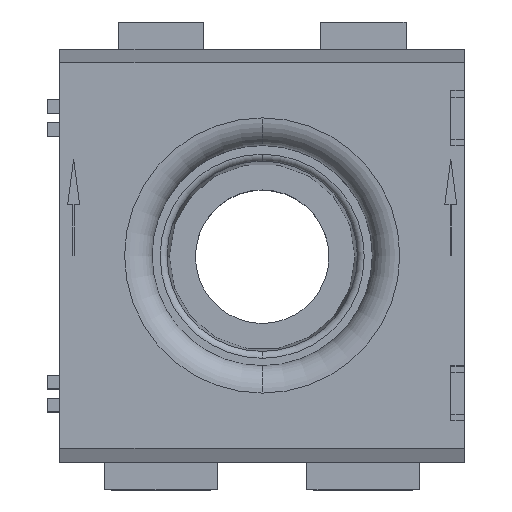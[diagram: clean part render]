
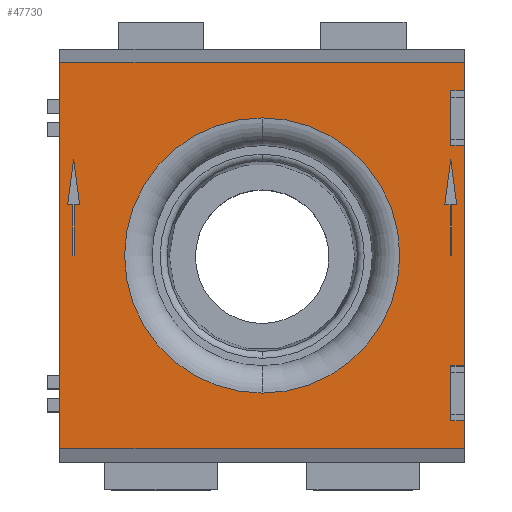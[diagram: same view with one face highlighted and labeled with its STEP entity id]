
A CAD part, top view. The second image highlights one B-rep face of the part: STEP entity #47730.
In plain terms, the highlighted face is planar.
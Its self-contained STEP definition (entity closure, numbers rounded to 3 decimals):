
#39770=CARTESIAN_POINT('',(27.648,96.057,-25.));
#39780=VERTEX_POINT('',#39770);
#39810=CARTESIAN_POINT('',(27.154,96.057,-25.));
#39820=DIRECTION('',(-1.,0.,0.));
#39830=VECTOR('',#39820,1.);
#39840=LINE('',#39810,#39830);
#39850=CARTESIAN_POINT('',(26.648,96.057,-25.));
#39860=VERTEX_POINT('',#39850);
#39870=EDGE_CURVE('',#39780,#39860,#39840,.T.);
#41810=CARTESIAN_POINT('',(27.648,96.057,-29.));
#41820=VERTEX_POINT('',#41810);
#41970=CARTESIAN_POINT('',(26.648,96.057,-29.));
#41980=VERTEX_POINT('',#41970);
#42010=CARTESIAN_POINT('',(27.154,96.057,-29.));
#42020=DIRECTION('',(1.,0.,0.));
#42030=VECTOR('',#42020,1.);
#42040=LINE('',#42010,#42030);
#42050=EDGE_CURVE('',#41980,#41820,#42040,.T.);
#45650=CARTESIAN_POINT('',(49.634,96.057,-25.836)
);
#45660=DIRECTION('',(0.,1.,0.));
#45670=DIRECTION('',(1.,0.,0.));
#45680=AXIS2_PLACEMENT_3D('',#45650,#45660,#45670);
#45690=PLANE('',#45680);
#45700=CARTESIAN_POINT('',(41.348,96.057,-17.));
#45710=DIRECTION('',(0.,1.,0.));
#45720=DIRECTION('',(0.,0.,1.));
#45730=AXIS2_PLACEMENT_3D('',#45700,#45710,#45720);
#45740=CIRCLE('',#45730,10.);
#45750=CARTESIAN_POINT('',(41.348,96.057,-27.));
#45760=VERTEX_POINT('',#45750);
#45770=CARTESIAN_POINT('',(41.348,96.057,-7.));
#45780=VERTEX_POINT('',#45770);
#45790=EDGE_CURVE('',#45760,#45780,#45740,.T.);
#45800=ORIENTED_EDGE('',*,*,#45790,.F.);
#45810=EDGE_CURVE('',#45780,#45760,#45740,.T.);
#45820=ORIENTED_EDGE('',*,*,#45810,.F.);
#45830=EDGE_LOOP('',(#45820,#45800));
#45840=FACE_BOUND('',#45830,.T.);
#45850=CARTESIAN_POINT('',(26.648,96.057,-4.559)
);
#45860=DIRECTION('',(0.,0.,-1.));
#45870=VECTOR('',#45860,1.);
#45880=LINE('',#45850,#45870);
#45890=CARTESIAN_POINT('',(26.648,96.057,-3.));
#45900=VERTEX_POINT('',#45890);
#45910=CARTESIAN_POINT('',(26.648,96.057,-5.));
#45920=VERTEX_POINT('',#45910);
#45930=EDGE_CURVE('',#45900,#45920,#45880,.T.);
#45940=ORIENTED_EDGE('',*,*,#45930,.F.);
#45950=CARTESIAN_POINT('',(27.154,96.057,
-5.));
#45960=DIRECTION('',(-1.,0.,0.));
#45970=VECTOR('',#45960,1.);
#45980=LINE('',#45950,#45970);
#45990=CARTESIAN_POINT('',(27.648,96.057,-5.));
#46000=VERTEX_POINT('',#45990);
#46010=EDGE_CURVE('',#46000,#45920,#45980,.T.);
#46020=ORIENTED_EDGE('',*,*,#46010,.T.);
#46030=CARTESIAN_POINT('',(27.648,96.057,-4.559)
);
#46040=DIRECTION('',(0.,0.,-1.));
#46050=VECTOR('',#46040,1.);
#46060=LINE('',#46030,#46050);
#46070=CARTESIAN_POINT('',(27.648,96.057,-9.));
#46080=VERTEX_POINT('',#46070);
#46090=EDGE_CURVE('',#46000,#46080,#46060,.T.);
#46100=ORIENTED_EDGE('',*,*,#46090,.F.);
#46110=CARTESIAN_POINT('',(27.154,96.057,
-9.));
#46120=DIRECTION('',(1.,0.,0.));
#46130=VECTOR('',#46120,1.);
#46140=LINE('',#46110,#46130);
#46150=CARTESIAN_POINT('',(26.648,96.057,-9.));
#46160=VERTEX_POINT('',#46150);
#46170=EDGE_CURVE('',#46160,#46080,#46140,.T.);
#46180=ORIENTED_EDGE('',*,*,#46170,.T.);
#46190=EDGE_CURVE('',#46160,#39860,#45880,.T.);
#46200=ORIENTED_EDGE('',*,*,#46190,.F.);
#46210=ORIENTED_EDGE('',*,*,#39870,.T.);
#46220=CARTESIAN_POINT('',(27.648,96.057,-4.559)
);
#46230=DIRECTION('',(0.,0.,1.));
#46240=VECTOR('',#46230,1.);
#46250=LINE('',#46220,#46240);
#46260=EDGE_CURVE('',#41820,#39780,#46250,.T.);
#46270=ORIENTED_EDGE('',*,*,#46260,.T.);
#46280=ORIENTED_EDGE('',*,*,#42050,.T.);
#46290=CARTESIAN_POINT('',(26.648,96.057,-31.)
);
#46300=VERTEX_POINT('',#46290);
#46310=EDGE_CURVE('',#41980,#46300,#45880,.T.);
#46320=ORIENTED_EDGE('',*,*,#46310,.F.);
#46330=CARTESIAN_POINT('',(27.154,96.057,
-31.));
#46340=DIRECTION('',(-1.,0.,0.));
#46350=VECTOR('',#46340,1.);
#46360=LINE('',#46330,#46350);
#46370=CARTESIAN_POINT('',(56.048,96.057,-31.)
);
#46380=VERTEX_POINT('',#46370);
#46390=EDGE_CURVE('',#46380,#46300,#46360,.T.);
#46400=ORIENTED_EDGE('',*,*,#46390,.T.);
#46410=CARTESIAN_POINT('',(56.048,96.057,-4.559)
);
#46420=DIRECTION('',(0.,0.,1.));
#46430=VECTOR('',#46420,1.);
#46440=LINE('',#46410,#46430);
#46450=CARTESIAN_POINT('',(56.048,96.057,-3.));
#46460=VERTEX_POINT('',#46450);
#46470=EDGE_CURVE('',#46380,#46460,#46440,.T.);
#46480=ORIENTED_EDGE('',*,*,#46470,.F.);
#46490=CARTESIAN_POINT('',(27.154,96.057,-3.))
;
#46500=DIRECTION('',(1.,0.,0.));
#46510=VECTOR('',#46500,1.);
#46520=LINE('',#46490,#46510);
#46530=EDGE_CURVE('',#45900,#46460,#46520,.T.);
#46540=ORIENTED_EDGE('',*,*,#46530,.T.);
#46550=EDGE_LOOP('',(#46540,#46480,#46400,#46320,#46280,#46270,#46210,
#46200,#46180,#46100,#46020,#45940));
#46560=FACE_OUTER_BOUND('',#46550,.T.);
#46570=CARTESIAN_POINT('',(55.098,96.057,-4.559)
);
#46580=DIRECTION('',(-0.,0.,-1.));
#46590=VECTOR('',#46580,1.);
#46600=LINE('',#46570,#46590);
#46610=CARTESIAN_POINT('',(55.098,96.057,-13.3)
);
#46620=VERTEX_POINT('',#46610);
#46630=CARTESIAN_POINT('',(55.098,96.057,-17.)
);
#46640=VERTEX_POINT('',#46630);
#46650=EDGE_CURVE('',#46620,#46640,#46600,.T.);
#46660=ORIENTED_EDGE('',*,*,#46650,.F.);
#46670=CARTESIAN_POINT('',(27.154,96.057,-17.))
;
#46680=DIRECTION('',(-1.,0.,0.));
#46690=VECTOR('',#46680,1.);
#46700=LINE('',#46670,#46690);
#46710=CARTESIAN_POINT('',(54.998,96.057,-17.)
);
#46720=VERTEX_POINT('',#46710);
#46730=EDGE_CURVE('',#46640,#46720,#46700,.T.);
#46740=ORIENTED_EDGE('',*,*,#46730,.F.);
#46750=CARTESIAN_POINT('',(54.998,96.057,-4.559)
);
#46760=DIRECTION('',(0.,0.,1.));
#46770=VECTOR('',#46760,1.);
#46780=LINE('',#46750,#46770);
#46790=CARTESIAN_POINT('',(54.998,96.057,-13.3)
);
#46800=VERTEX_POINT('',#46790);
#46810=EDGE_CURVE('',#46720,#46800,#46780,.T.);
#46820=ORIENTED_EDGE('',*,*,#46810,.F.);
#46830=CARTESIAN_POINT('',(27.154,96.057,-13.3))
;
#46840=DIRECTION('',(-1.,0.,0.));
#46850=VECTOR('',#46840,1.);
#46860=LINE('',#46830,#46850);
#46870=CARTESIAN_POINT('',(54.613,96.057,-13.3)
);
#46880=VERTEX_POINT('',#46870);
#46890=EDGE_CURVE('',#46800,#46880,#46860,.T.);
#46900=ORIENTED_EDGE('',*,*,#46890,.F.);
#46910=CARTESIAN_POINT('',(55.764,96.057,-4.559)
);
#46920=DIRECTION('',(0.131,0.,
0.991));
#46930=VECTOR('',#46920,1.);
#46940=LINE('',#46910,#46930);
#46950=CARTESIAN_POINT('',(55.048,96.057,-10.)
);
#46960=VERTEX_POINT('',#46950);
#46970=EDGE_CURVE('',#46880,#46960,#46940,.T.);
#46980=ORIENTED_EDGE('',*,*,#46970,.F.);
#46990=CARTESIAN_POINT('',(54.331,96.057,-4.559)
);
#47000=DIRECTION('',(0.131,0.,
-0.991));
#47010=VECTOR('',#47000,1.);
#47020=LINE('',#46990,#47010);
#47030=CARTESIAN_POINT('',(55.482,96.057,-13.3)
);
#47040=VERTEX_POINT('',#47030);
#47050=EDGE_CURVE('',#46960,#47040,#47020,.T.);
#47060=ORIENTED_EDGE('',*,*,#47050,.F.);
#47070=CARTESIAN_POINT('',(27.154,96.057,-13.3))
;
#47080=DIRECTION('',(-1.,0.,0.));
#47090=VECTOR('',#47080,1.);
#47100=LINE('',#47070,#47090);
#47110=EDGE_CURVE('',#47040,#46620,#47100,.T.);
#47120=ORIENTED_EDGE('',*,*,#47110,.F.);
#47130=EDGE_LOOP('',(#47120,#47060,#46980,#46900,#46820,#46740,#46660));
#47140=FACE_BOUND('',#47130,.T.);
#47150=CARTESIAN_POINT('',(27.154,96.057,-13.3))
;
#47160=DIRECTION('',(-1.,0.,0.));
#47170=VECTOR('',#47160,1.);
#47180=LINE('',#47150,#47170);
#47190=CARTESIAN_POINT('',(28.082,96.057,-13.3)
);
#47200=VERTEX_POINT('',#47190);
#47210=CARTESIAN_POINT('',(27.698,96.057,-13.3)
);
#47220=VERTEX_POINT('',#47210);
#47230=EDGE_CURVE('',#47200,#47220,#47180,.T.);
#47240=ORIENTED_EDGE('',*,*,#47230,.F.);
#47250=CARTESIAN_POINT('',(27.698,96.057,-4.559)
);
#47260=DIRECTION('',(-0.,0.,-1.));
#47270=VECTOR('',#47260,1.);
#47280=LINE('',#47250,#47270);
#47290=CARTESIAN_POINT('',(27.698,96.057,-17.)
);
#47300=VERTEX_POINT('',#47290);
#47310=EDGE_CURVE('',#47220,#47300,#47280,.T.);
#47320=ORIENTED_EDGE('',*,*,#47310,.F.);
#47330=CARTESIAN_POINT('',(27.154,96.057,-17.))
;
#47340=DIRECTION('',(-1.,0.,0.));
#47350=VECTOR('',#47340,1.);
#47360=LINE('',#47330,#47350);
#47370=CARTESIAN_POINT('',(27.598,96.057,-17.)
);
#47380=VERTEX_POINT('',#47370);
#47390=EDGE_CURVE('',#47300,#47380,#47360,.T.);
#47400=ORIENTED_EDGE('',*,*,#47390,.F.);
#47410=CARTESIAN_POINT('',(27.598,96.057,-4.559)
);
#47420=DIRECTION('',(0.,0.,1.));
#47430=VECTOR('',#47420,1.);
#47440=LINE('',#47410,#47430);
#47450=CARTESIAN_POINT('',(27.598,96.057,-13.3)
);
#47460=VERTEX_POINT('',#47450);
#47470=EDGE_CURVE('',#47380,#47460,#47440,.T.);
#47480=ORIENTED_EDGE('',*,*,#47470,.F.);
#47490=CARTESIAN_POINT('',(27.154,96.057,-13.3))
;
#47500=DIRECTION('',(-1.,0.,0.));
#47510=VECTOR('',#47500,1.);
#47520=LINE('',#47490,#47510);
#47530=CARTESIAN_POINT('',(27.213,96.057,-13.3)
);
#47540=VERTEX_POINT('',#47530);
#47550=EDGE_CURVE('',#47460,#47540,#47520,.T.);
#47560=ORIENTED_EDGE('',*,*,#47550,.F.);
#47570=CARTESIAN_POINT('',(28.364,96.057,-4.559)
);
#47580=DIRECTION('',(0.131,0.,
0.991));
#47590=VECTOR('',#47580,1.);
#47600=LINE('',#47570,#47590);
#47610=CARTESIAN_POINT('',(27.648,96.057,-10.)
);
#47620=VERTEX_POINT('',#47610);
#47630=EDGE_CURVE('',#47540,#47620,#47600,.T.);
#47640=ORIENTED_EDGE('',*,*,#47630,.F.);
#47650=CARTESIAN_POINT('',(26.931,96.057,-4.559)
);
#47660=DIRECTION('',(0.131,0.,
-0.991));
#47670=VECTOR('',#47660,1.);
#47680=LINE('',#47650,#47670);
#47690=EDGE_CURVE('',#47620,#47200,#47680,.T.);
#47700=ORIENTED_EDGE('',*,*,#47690,.F.);
#47710=EDGE_LOOP('',(#47700,#47640,#47560,#47480,#47400,#47320,#47240));
#47720=FACE_BOUND('',#47710,.T.);
#47730=ADVANCED_FACE('',(#45840,#46560,#47140,#47720),#45690,.T.);
